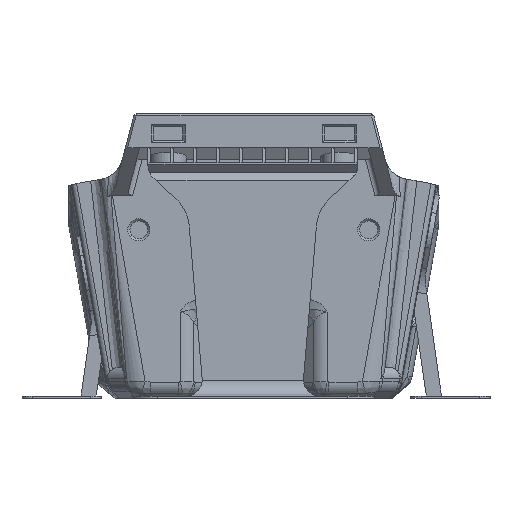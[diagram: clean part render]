
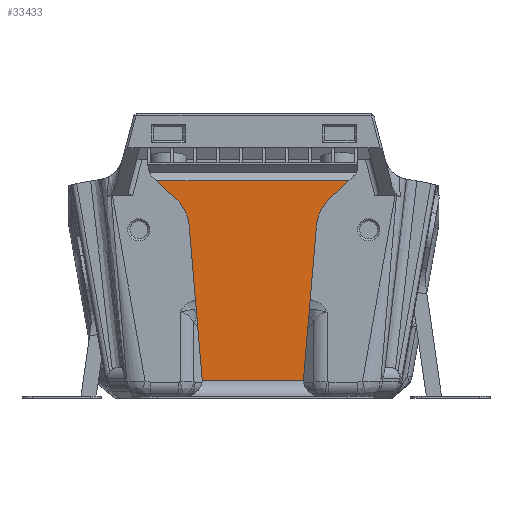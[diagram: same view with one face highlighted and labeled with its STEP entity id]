
A CAD part, front view. The second image highlights one B-rep face of the part: STEP entity #33433.
In plain terms, the highlighted planar face has unit normal (0, -1, 0).
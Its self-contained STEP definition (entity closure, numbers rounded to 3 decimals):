
#2141=CIRCLE('',#35568,3.);
#2142=CIRCLE('',#35569,3.);
#2143=CIRCLE('',#35570,8.);
#2144=CIRCLE('',#35571,8.);
#2966=ORIENTED_EDGE('',*,*,#13356,.T.);
#2967=ORIENTED_EDGE('',*,*,#13357,.T.);
#2968=ORIENTED_EDGE('',*,*,#13358,.T.);
#2969=ORIENTED_EDGE('',*,*,#13354,.F.);
#2970=ORIENTED_EDGE('',*,*,#13359,.T.);
#2971=ORIENTED_EDGE('',*,*,#13360,.T.);
#2972=ORIENTED_EDGE('',*,*,#13361,.F.);
#2973=ORIENTED_EDGE('',*,*,#13362,.F.);
#2974=ORIENTED_EDGE('',*,*,#13363,.T.);
#2975=ORIENTED_EDGE('',*,*,#13364,.T.);
#13354=EDGE_CURVE('',#18549,#18550,#21901,.T.);
#13356=EDGE_CURVE('',#18551,#18552,#2141,.T.);
#13357=EDGE_CURVE('',#18552,#18553,#21903,.F.);
#13358=EDGE_CURVE('',#18553,#18550,#2142,.T.);
#13359=EDGE_CURVE('',#18549,#18554,#2143,.T.);
#13360=EDGE_CURVE('',#18554,#18555,#21904,.T.);
#13361=EDGE_CURVE('',#18556,#18555,#21905,.T.);
#13362=EDGE_CURVE('',#18557,#18556,#21906,.T.);
#13363=EDGE_CURVE('',#18557,#18558,#2144,.T.);
#13364=EDGE_CURVE('',#18558,#18551,#21907,.T.);
#18549=VERTEX_POINT('',#47642);
#18550=VERTEX_POINT('',#47644);
#18551=VERTEX_POINT('',#47648);
#18552=VERTEX_POINT('',#47649);
#18553=VERTEX_POINT('',#47651);
#18554=VERTEX_POINT('',#47654);
#18555=VERTEX_POINT('',#47656);
#18556=VERTEX_POINT('',#47658);
#18557=VERTEX_POINT('',#47660);
#18558=VERTEX_POINT('',#47662);
#21901=LINE('',#47643,#25018);
#21903=LINE('',#47650,#25020);
#21904=LINE('',#47655,#25021);
#21905=LINE('',#47657,#25022);
#21906=LINE('',#47659,#25023);
#21907=LINE('',#47663,#25024);
#25018=VECTOR('',#38558,1000.);
#25020=VECTOR('',#38564,1000.);
#25021=VECTOR('',#38569,1000.);
#25022=VECTOR('',#38570,1000.);
#25023=VECTOR('',#38571,1000.);
#25024=VECTOR('',#38574,1000.);
#28131=EDGE_LOOP('',(#2966,#2967,#2968,#2969,#2970,#2971,#2972,#2973,#2974,
#2975));
#30222=FACE_BOUND('',#28131,.T.);
#32313=PLANE('',#35567);
#33433=ADVANCED_FACE('',(#30222),#32313,.F.);
#35567=AXIS2_PLACEMENT_3D('',#47646,#38560,#38561);
#35568=AXIS2_PLACEMENT_3D('',#47647,#38562,#38563);
#35569=AXIS2_PLACEMENT_3D('',#47652,#38565,#38566);
#35570=AXIS2_PLACEMENT_3D('',#47653,#38567,#38568);
#35571=AXIS2_PLACEMENT_3D('',#47661,#38572,#38573);
#38558=DIRECTION('',(-0.084,0.,-0.996));
#38560=DIRECTION('',(0.,1.,0.));
#38561=DIRECTION('',(0.,0.,1.));
#38562=DIRECTION('',(0.,1.,0.));
#38563=DIRECTION('',(0.,0.,1.));
#38564=DIRECTION('',(-1.,0.,0.));
#38565=DIRECTION('',(0.,1.,0.));
#38566=DIRECTION('',(0.,0.,1.));
#38567=DIRECTION('',(0.,1.,0.));
#38568=DIRECTION('',(0.,0.,1.));
#38569=DIRECTION('',(0.731,0.,0.682));
#38570=DIRECTION('',(1.,0.,0.));
#38571=DIRECTION('',(-0.731,0.,0.682));
#38572=DIRECTION('',(0.,1.,0.));
#38573=DIRECTION('',(0.,0.,1.));
#38574=DIRECTION('',(0.084,0.,-0.996));
#47642=CARTESIAN_POINT('',(11.856,-32.314,32.579));
#47643=CARTESIAN_POINT('',(36.482,-32.314,324.724));
#47644=CARTESIAN_POINT('',(9.418,-32.314,3.652));
#47646=CARTESIAN_POINT('',(0.,-32.314,327.8));
#47647=CARTESIAN_POINT('',(-12.767,-32.314,3.4));
#47648=CARTESIAN_POINT('',(-9.777,-32.314,3.652));
#47649=CARTESIAN_POINT('',(-9.767,-32.314,3.4));
#47650=CARTESIAN_POINT('',(9.143,-32.314,3.4));
#47651=CARTESIAN_POINT('',(9.407,-32.314,3.4));
#47652=CARTESIAN_POINT('',(12.407,-32.314,3.4));
#47653=CARTESIAN_POINT('',(19.828,-32.314,31.907));
#47654=CARTESIAN_POINT('',(14.372,-32.314,37.757));
#47655=CARTESIAN_POINT('',(16.736,-32.314,39.963));
#47656=CARTESIAN_POINT('',(17.982,-32.314,41.124));
#47657=CARTESIAN_POINT('',(-65.369,-32.314,41.124));
#47658=CARTESIAN_POINT('',(-18.341,-32.314,41.124));
#47659=CARTESIAN_POINT('',(-17.096,-32.314,39.963));
#47660=CARTESIAN_POINT('',(-14.731,-32.314,37.757));
#47661=CARTESIAN_POINT('',(-20.187,-32.314,31.907));
#47662=CARTESIAN_POINT('',(-12.216,-32.314,32.579));
#47663=CARTESIAN_POINT('',(-36.839,-32.314,324.694));
